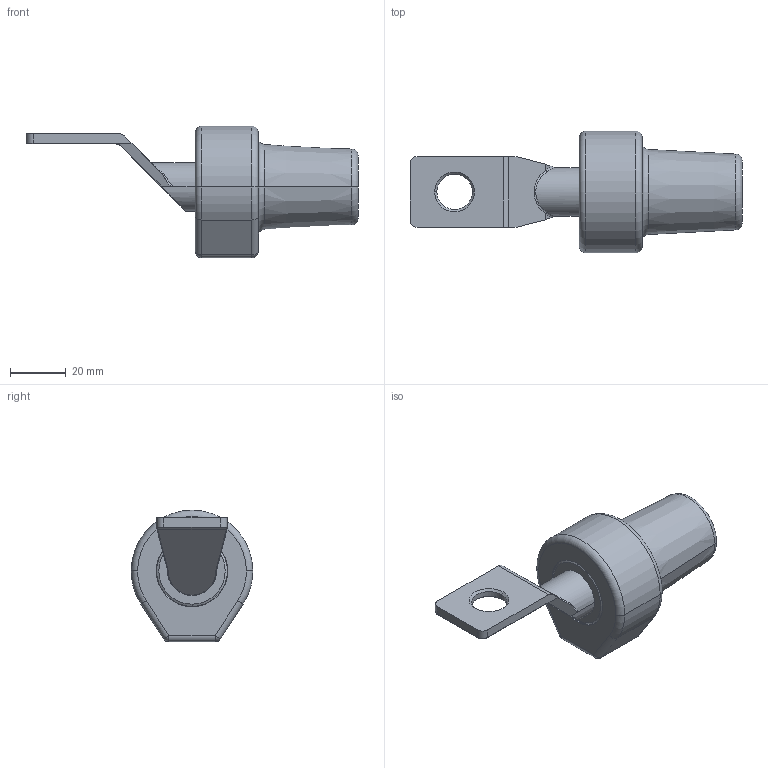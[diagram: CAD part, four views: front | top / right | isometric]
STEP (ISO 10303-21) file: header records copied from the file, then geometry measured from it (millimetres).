
FILE_DESCRIPTION (( 'STEP AP214' ), '1' );
FILE_NAME ('CATSTD-16F22-000-M01.STEP', '2020-03-11T15:36:14', ( '' ), ( '' ), 'SwSTEP 2.0', 'SolidWorks 2017', '' );
FILE_SCHEMA (( 'AUTOMOTIVE_DESIGN' ));
Length unit declared in the file: inch
Products named in the file (1): CATSTD-16F22-000-M01
Bounding box: 119.13 x 43.64 x 47.24 mm (x, y, z)
Surface area: 21784.8 mm2 (no closed solid volume)
Topology: 0 solids, 7 shells, 97 faces, 244 edges, 148 vertices
Faces by surface type: cylinder 38, plane 22, torus 16, cone 10, bspline 7, sphere 4
Entity records: 3794 total; most frequent: CARTESIAN_POINT 989, DIRECTION 505, ORIENTED_EDGE 446, EDGE_CURVE 240, AXIS2_PLACEMENT_3D 208, VERTEX_POINT 148, CIRCLE 117, EDGE_LOOP 106
